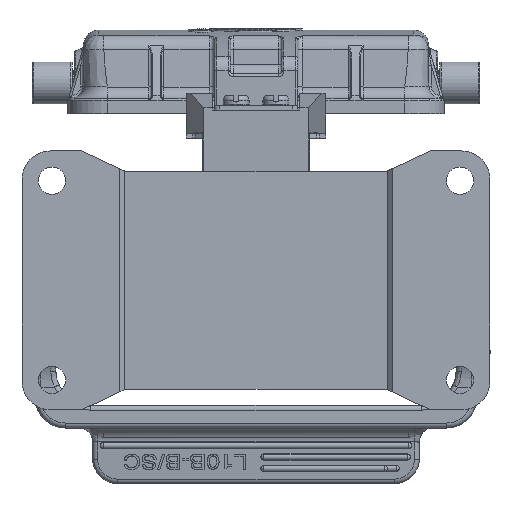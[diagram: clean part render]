
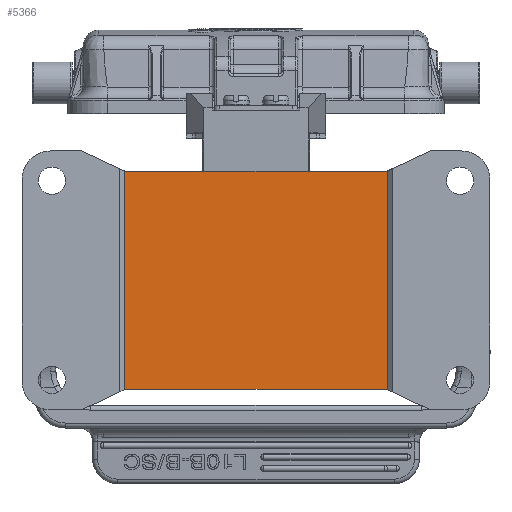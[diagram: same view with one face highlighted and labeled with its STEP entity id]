
A CAD part, front view. The second image highlights one B-rep face of the part: STEP entity #5366.
In plain terms, the highlighted planar face has unit normal (0, -1, 0).
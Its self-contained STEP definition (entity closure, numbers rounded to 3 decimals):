
#550=B_SPLINE_CURVE_WITH_KNOTS('',3,(#56332,#56333,#56334,#56335),
 .UNSPECIFIED.,.F.,.F.,(4,4),(0.,1.),.UNSPECIFIED.);
#676=B_SPLINE_CURVE_WITH_KNOTS('',3,(#58298,#58299,#58300,#58301),
 .UNSPECIFIED.,.F.,.F.,(4,4),(0.,1.),.UNSPECIFIED.);
#678=B_SPLINE_CURVE_WITH_KNOTS('',3,(#58318,#58319,#58320,#58321,#58322,
#58323,#58324),.UNSPECIFIED.,.F.,.F.,(4,3,4),(0.,0.969,1.),
 .UNSPECIFIED.);
#680=B_SPLINE_CURVE_WITH_KNOTS('',3,(#58335,#58336,#58337,#58338),
 .UNSPECIFIED.,.F.,.F.,(4,4),(0.,1.),.UNSPECIFIED.);
#682=B_SPLINE_CURVE_WITH_KNOTS('',3,(#58345,#58346,#58347,#58348,#58349,
#58350,#58351),.UNSPECIFIED.,.F.,.F.,(4,3,4),(0.,0.03,1.),
 .UNSPECIFIED.);
#683=B_SPLINE_CURVE_WITH_KNOTS('',3,(#58352,#58353,#58354,#58355,#58356,
#58357,#58358,#58359,#58360,#58361),.UNSPECIFIED.,.F.,.F.,(4,3,3,4),(0.,
0.03,0.97,1.),.UNSPECIFIED.);
#684=B_SPLINE_CURVE_WITH_KNOTS('',3,(#58363,#58364,#58365,#58366),
 .UNSPECIFIED.,.F.,.F.,(4,4),(0.,1.),.UNSPECIFIED.);
#685=B_SPLINE_CURVE_WITH_KNOTS('',3,(#58368,#58369,#58370,#58371,#58372,
#58373,#58374),.UNSPECIFIED.,.F.,.F.,(4,3,4),(0.,0.03,1.),
 .UNSPECIFIED.);
#4000=PLANE('',#43416);
#5366=ADVANCED_FACE('',(#8850),#4000,.T.);
#8850=FACE_OUTER_BOUND('',#11202,.T.);
#11202=EDGE_LOOP('',(#20207,#20208,#20209,#20210,#20211,#20212,#20213,#20214));
#20207=ORIENTED_EDGE('',*,*,#36149,.F.);
#20208=ORIENTED_EDGE('',*,*,#35417,.T.);
#20209=ORIENTED_EDGE('',*,*,#36155,.F.);
#20210=ORIENTED_EDGE('',*,*,#36142,.F.);
#20211=ORIENTED_EDGE('',*,*,#36156,.F.);
#20212=ORIENTED_EDGE('',*,*,#36157,.F.);
#20213=ORIENTED_EDGE('',*,*,#36158,.F.);
#20214=ORIENTED_EDGE('',*,*,#36153,.F.);
#31348=VERTEX_POINT('',#56331);
#31349=VERTEX_POINT('',#56336);
#31822=VERTEX_POINT('',#58297);
#31823=VERTEX_POINT('',#58302);
#31828=VERTEX_POINT('',#58325);
#31831=VERTEX_POINT('',#58339);
#31832=VERTEX_POINT('',#58362);
#31833=VERTEX_POINT('',#58367);
#35417=EDGE_CURVE('',#31349,#31348,#550,.T.);
#36142=EDGE_CURVE('',#31822,#31823,#676,.T.);
#36149=EDGE_CURVE('',#31349,#31828,#678,.T.);
#36153=EDGE_CURVE('',#31828,#31831,#680,.T.);
#36155=EDGE_CURVE('',#31823,#31348,#682,.T.);
#36156=EDGE_CURVE('',#31832,#31822,#683,.T.);
#36157=EDGE_CURVE('',#31833,#31832,#684,.T.);
#36158=EDGE_CURVE('',#31831,#31833,#685,.T.);
#43416=AXIS2_PLACEMENT_3D('',#58375,#47906,#47907);
#47906=DIRECTION('',(0.,-1.,0.));
#47907=DIRECTION('',(-1.,0.,0.));
#56331=CARTESIAN_POINT('',(-0.65,50.375,62.434));
#56332=CARTESIAN_POINT('',(52.055,50.375,62.434));
#56333=CARTESIAN_POINT('',(34.487,50.375,62.434));
#56334=CARTESIAN_POINT('',(16.918,50.375,62.434));
#56335=CARTESIAN_POINT('',(-0.65,50.375,62.434));
#56336=CARTESIAN_POINT('',(52.055,50.375,62.434));
#58297=CARTESIAN_POINT('',(-0.668,50.375,18.593));
#58298=CARTESIAN_POINT('',(-0.668,50.376,18.593));
#58299=CARTESIAN_POINT('',(-0.668,50.376,33.209));
#58300=CARTESIAN_POINT('',(-0.668,50.376,47.826));
#58301=CARTESIAN_POINT('',(-0.668,50.376,62.442));
#58302=CARTESIAN_POINT('',(-0.668,50.375,62.442));
#58318=CARTESIAN_POINT('',(52.055,50.375,62.434));
#58319=CARTESIAN_POINT('',(52.061,50.375,62.436));
#58320=CARTESIAN_POINT('',(52.066,50.375,62.439));
#58321=CARTESIAN_POINT('',(52.072,50.375,62.442));
#58322=CARTESIAN_POINT('',(52.072,50.375,62.442));
#58323=CARTESIAN_POINT('',(52.072,50.375,62.442));
#58324=CARTESIAN_POINT('',(52.073,50.375,62.442));
#58325=CARTESIAN_POINT('',(52.073,50.375,62.442));
#58335=CARTESIAN_POINT('',(52.073,50.376,62.442));
#58336=CARTESIAN_POINT('',(52.073,50.376,47.825));
#58337=CARTESIAN_POINT('',(52.073,50.376,33.209));
#58338=CARTESIAN_POINT('',(52.073,50.376,18.593));
#58339=CARTESIAN_POINT('',(52.073,50.375,18.593));
#58345=CARTESIAN_POINT('',(-0.668,50.375,62.442));
#58346=CARTESIAN_POINT('',(-0.668,50.375,62.442));
#58347=CARTESIAN_POINT('',(-0.668,50.375,62.442));
#58348=CARTESIAN_POINT('',(-0.667,50.375,62.442));
#58349=CARTESIAN_POINT('',(-0.662,50.375,62.439));
#58350=CARTESIAN_POINT('',(-0.656,50.375,62.436));
#58351=CARTESIAN_POINT('',(-0.65,50.375,62.434));
#58352=CARTESIAN_POINT('',(-0.649,50.375,18.601));
#58353=CARTESIAN_POINT('',(-0.65,50.375,18.601));
#58354=CARTESIAN_POINT('',(-0.65,50.375,18.601));
#58355=CARTESIAN_POINT('',(-0.65,50.375,18.601));
#58356=CARTESIAN_POINT('',(-0.656,50.375,18.598));
#58357=CARTESIAN_POINT('',(-0.661,50.375,18.596));
#58358=CARTESIAN_POINT('',(-0.667,50.375,18.593));
#58359=CARTESIAN_POINT('',(-0.667,50.375,18.593));
#58360=CARTESIAN_POINT('',(-0.667,50.375,18.593));
#58361=CARTESIAN_POINT('',(-0.668,50.375,18.593));
#58362=CARTESIAN_POINT('',(-0.65,50.375,18.601));
#58363=CARTESIAN_POINT('',(52.055,50.375,18.601));
#58364=CARTESIAN_POINT('',(34.487,50.375,18.601));
#58365=CARTESIAN_POINT('',(16.918,50.375,18.601));
#58366=CARTESIAN_POINT('',(-0.65,50.375,18.601));
#58367=CARTESIAN_POINT('',(52.055,50.375,18.601));
#58368=CARTESIAN_POINT('',(52.073,50.375,18.592));
#58369=CARTESIAN_POINT('',(52.073,50.375,18.592));
#58370=CARTESIAN_POINT('',(52.073,50.375,18.593));
#58371=CARTESIAN_POINT('',(52.073,50.375,18.593));
#58372=CARTESIAN_POINT('',(52.067,50.375,18.595));
#58373=CARTESIAN_POINT('',(52.061,50.375,18.598));
#58374=CARTESIAN_POINT('',(52.055,50.375,18.601));
#58375=CARTESIAN_POINT('',(25.703,50.375,40.517));
